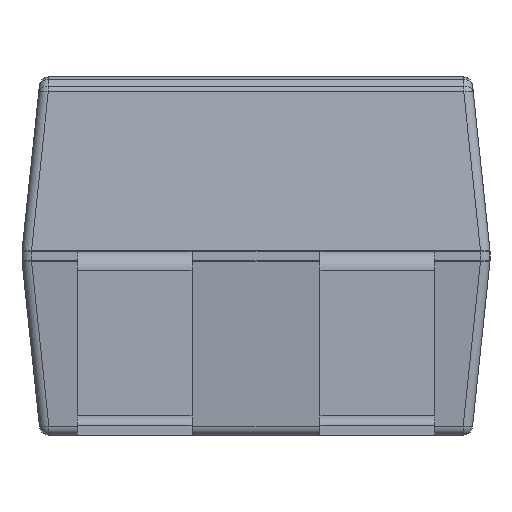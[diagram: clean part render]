
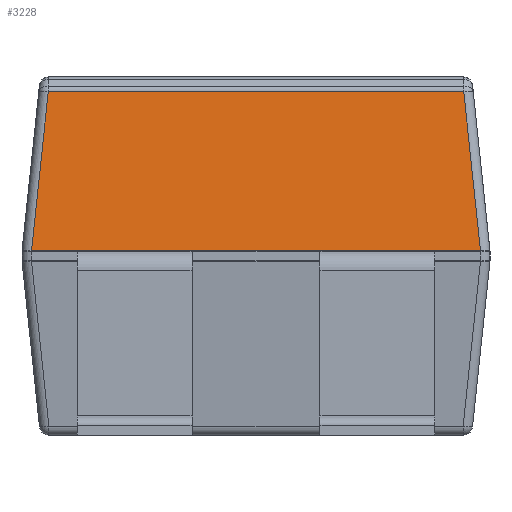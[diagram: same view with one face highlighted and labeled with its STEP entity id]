
A CAD part, left-side view. The second image highlights one B-rep face of the part: STEP entity #3228.
In plain terms, the highlighted planar face has unit normal (-0.995, 0, 0.104).
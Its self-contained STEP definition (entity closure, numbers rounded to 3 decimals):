
#1959 = CYLINDRICAL_SURFACE('',#1960,0.1);
#1960 = AXIS2_PLACEMENT_3D('',#1961,#1962,#1963);
#1961 = CARTESIAN_POINT('',(0.1,0.,1.92));
#1962 = DIRECTION('',(0.,1.,0.));
#1963 = DIRECTION('',(-1.,0.,0.));
#2562 = VERTEX_POINT('',#2563);
#2563 = CARTESIAN_POINT('',(0.001,0.1,1.93));
#2585 = EDGE_CURVE('',#2562,#2586,#2588,.T.);
#2586 = VERTEX_POINT('',#2587);
#2587 = CARTESIAN_POINT('',(0.001,4.8,1.93));
#2588 = SURFACE_CURVE('',#2589,(#2593,#2600),.PCURVE_S1.);
#2589 = LINE('',#2590,#2591);
#2590 = CARTESIAN_POINT('',(0.001,0.,1.93)
  );
#2591 = VECTOR('',#2592,1.);
#2592 = DIRECTION('',(0.,1.,0.));
#2593 = PCURVE('',#1959,#2594);
#2594 = DEFINITIONAL_REPRESENTATION('',(#2595),#2599);
#2595 = LINE('',#2596,#2597);
#2596 = CARTESIAN_POINT('',(0.105,0.));
#2597 = VECTOR('',#2598,1.);
#2598 = DIRECTION('',(0.,1.));
#2599 = ( GEOMETRIC_REPRESENTATION_CONTEXT(2) 
PARAMETRIC_REPRESENTATION_CONTEXT() REPRESENTATION_CONTEXT('2D SPACE',''
  ) );
#2600 = PCURVE('',#2601,#2606);
#2601 = PLANE('',#2602);
#2602 = AXIS2_PLACEMENT_3D('',#2603,#2604,#2605);
#2603 = CARTESIAN_POINT('',(0.,0.,1.925));
#2604 = DIRECTION('',(-0.995,0.,0.105));
#2605 = DIRECTION('',(0.,1.,0.));
#2606 = DEFINITIONAL_REPRESENTATION('',(#2607),#2611);
#2607 = LINE('',#2608,#2609);
#2608 = CARTESIAN_POINT('',(0.,-0.005));
#2609 = VECTOR('',#2610,1.);
#2610 = DIRECTION('',(1.,0.));
#2611 = ( GEOMETRIC_REPRESENTATION_CONTEXT(2) 
PARAMETRIC_REPRESENTATION_CONTEXT() REPRESENTATION_CONTEXT('2D SPACE',''
  ) );
#3168 = CYLINDRICAL_SURFACE('',#3169,0.1);
#3169 = AXIS2_PLACEMENT_3D('',#3170,#3171,#3172);
#3170 = CARTESIAN_POINT('',(0.098,0.098,
    1.904));
#3171 = DIRECTION('',(0.104,0.104,0.989));
#3172 = DIRECTION('',(-0.995,0.,
    0.105));
#3212 = CYLINDRICAL_SURFACE('',#3213,0.1);
#3213 = AXIS2_PLACEMENT_3D('',#3214,#3215,#3216);
#3214 = CARTESIAN_POINT('',(0.098,4.802,
    1.904));
#3215 = DIRECTION('',(0.104,-0.104,0.989));
#3216 = DIRECTION('',(-0.995,0.,0.105
    ));
#3228 = ADVANCED_FACE('',(#3229),#2601,.T.);
#3229 = FACE_BOUND('',#3230,.T.);
#3230 = EDGE_LOOP('',(#3231,#3232,#3255,#3283));
#3231 = ORIENTED_EDGE('',*,*,#2585,.F.);
#3232 = ORIENTED_EDGE('',*,*,#3233,.T.);
#3233 = EDGE_CURVE('',#2562,#3234,#3236,.T.);
#3234 = VERTEX_POINT('',#3235);
#3235 = CARTESIAN_POINT('',(0.175,0.275,3.594
    ));
#3236 = SURFACE_CURVE('',#3237,(#3241,#3248),.PCURVE_S1.);
#3237 = LINE('',#3238,#3239);
#3238 = CARTESIAN_POINT('',(-0.001,0.098,
    1.915));
#3239 = VECTOR('',#3240,1.);
#3240 = DIRECTION('',(0.104,0.104,0.989));
#3241 = PCURVE('',#2601,#3242);
#3242 = DEFINITIONAL_REPRESENTATION('',(#3243),#3247);
#3243 = LINE('',#3244,#3245);
#3244 = CARTESIAN_POINT('',(0.098,0.01));
#3245 = VECTOR('',#3246,1.);
#3246 = DIRECTION('',(0.104,-0.995));
#3247 = ( GEOMETRIC_REPRESENTATION_CONTEXT(2) 
PARAMETRIC_REPRESENTATION_CONTEXT() REPRESENTATION_CONTEXT('2D SPACE',''
  ) );
#3248 = PCURVE('',#3168,#3249);
#3249 = DEFINITIONAL_REPRESENTATION('',(#3250),#3254);
#3250 = LINE('',#3251,#3252);
#3251 = CARTESIAN_POINT('',(0.,0.));
#3252 = VECTOR('',#3253,1.);
#3253 = DIRECTION('',(0.,1.));
#3254 = ( GEOMETRIC_REPRESENTATION_CONTEXT(2) 
PARAMETRIC_REPRESENTATION_CONTEXT() REPRESENTATION_CONTEXT('2D SPACE',''
  ) );
#3255 = ORIENTED_EDGE('',*,*,#3256,.T.);
#3256 = EDGE_CURVE('',#3234,#3257,#3259,.T.);
#3257 = VERTEX_POINT('',#3258);
#3258 = CARTESIAN_POINT('',(0.175,4.625,3.594
    ));
#3259 = SURFACE_CURVE('',#3260,(#3264,#3271),.PCURVE_S1.);
#3260 = LINE('',#3261,#3262);
#3261 = CARTESIAN_POINT('',(0.175,0.179,3.594
    ));
#3262 = VECTOR('',#3263,1.);
#3263 = DIRECTION('',(0.,1.,0.));
#3264 = PCURVE('',#2601,#3265);
#3265 = DEFINITIONAL_REPRESENTATION('',(#3266),#3270);
#3266 = LINE('',#3267,#3268);
#3267 = CARTESIAN_POINT('',(0.179,-1.678));
#3268 = VECTOR('',#3269,1.);
#3269 = DIRECTION('',(1.,0.));
#3270 = ( GEOMETRIC_REPRESENTATION_CONTEXT(2) 
PARAMETRIC_REPRESENTATION_CONTEXT() REPRESENTATION_CONTEXT('2D SPACE',''
  ) );
#3271 = PCURVE('',#3272,#3277);
#3272 = CYLINDRICAL_SURFACE('',#3273,0.1);
#3273 = AXIS2_PLACEMENT_3D('',#3274,#3275,#3276);
#3274 = CARTESIAN_POINT('',(0.275,0.179,3.583
    ));
#3275 = DIRECTION('',(0.,1.,0.));
#3276 = DIRECTION('',(-0.995,0.,0.105));
#3277 = DEFINITIONAL_REPRESENTATION('',(#3278),#3282);
#3278 = LINE('',#3279,#3280);
#3279 = CARTESIAN_POINT('',(0.,0.));
#3280 = VECTOR('',#3281,1.);
#3281 = DIRECTION('',(0.,1.));
#3282 = ( GEOMETRIC_REPRESENTATION_CONTEXT(2) 
PARAMETRIC_REPRESENTATION_CONTEXT() REPRESENTATION_CONTEXT('2D SPACE',''
  ) );
#3283 = ORIENTED_EDGE('',*,*,#3284,.F.);
#3284 = EDGE_CURVE('',#2586,#3257,#3285,.T.);
#3285 = SURFACE_CURVE('',#3286,(#3290,#3297),.PCURVE_S1.);
#3286 = LINE('',#3287,#3288);
#3287 = CARTESIAN_POINT('',(-0.001,4.802,
    1.915));
#3288 = VECTOR('',#3289,1.);
#3289 = DIRECTION('',(0.104,-0.104,0.989));
#3290 = PCURVE('',#2601,#3291);
#3291 = DEFINITIONAL_REPRESENTATION('',(#3292),#3296);
#3292 = LINE('',#3293,#3294);
#3293 = CARTESIAN_POINT('',(4.802,0.01));
#3294 = VECTOR('',#3295,1.);
#3295 = DIRECTION('',(-0.104,-0.995));
#3296 = ( GEOMETRIC_REPRESENTATION_CONTEXT(2) 
PARAMETRIC_REPRESENTATION_CONTEXT() REPRESENTATION_CONTEXT('2D SPACE',''
  ) );
#3297 = PCURVE('',#3212,#3298);
#3298 = DEFINITIONAL_REPRESENTATION('',(#3299),#3303);
#3299 = LINE('',#3300,#3301);
#3300 = CARTESIAN_POINT('',(0.,0.));
#3301 = VECTOR('',#3302,1.);
#3302 = DIRECTION('',(0.,1.));
#3303 = ( GEOMETRIC_REPRESENTATION_CONTEXT(2) 
PARAMETRIC_REPRESENTATION_CONTEXT() REPRESENTATION_CONTEXT('2D SPACE',''
  ) );
